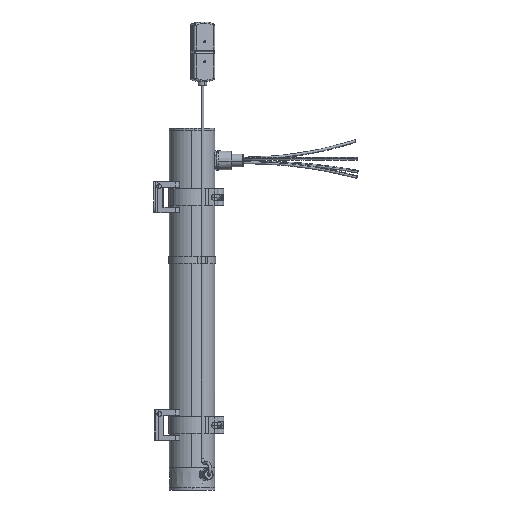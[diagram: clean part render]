
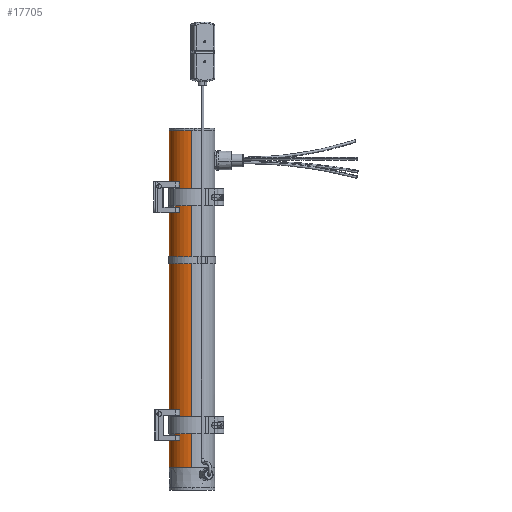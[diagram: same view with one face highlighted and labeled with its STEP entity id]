
A CAD part, left-side view. The second image highlights one B-rep face of the part: STEP entity #17705.
In plain terms, the highlighted cylindrical face has radius 25.4 mm (diameter 50.8 mm), a partial arc.
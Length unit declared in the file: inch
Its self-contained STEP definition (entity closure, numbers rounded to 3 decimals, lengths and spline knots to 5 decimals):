
#376 = ORIENTED_EDGE ( 'NONE', *, *, #22793, .T. ) ;
#674 = CARTESIAN_POINT ( 'NONE',  ( 0.99975, -0.02245, 17.42807 ) ) ;
#678 = ORIENTED_EDGE ( 'NONE', *, *, #23945, .F. ) ;
#1198 = CARTESIAN_POINT ( 'NONE',  ( 0.99975, -0.02245, 17.42807 ) ) ;
#2341 = AXIS2_PLACEMENT_3D ( 'NONE', #8274, #21620, #10183 ) ;
#2458 = DIRECTION ( 'NONE',  ( 1., -0.022, 0. ) ) ;
#2553 = DIRECTION ( 'NONE',  ( 0., 0., -1. ) ) ;
#3100 = CARTESIAN_POINT ( 'NONE',  ( -0.99975, 0.02245, 17.42807 ) ) ;
#3168 = CARTESIAN_POINT ( 'NONE',  ( -0.99975, 0.02245, 2.61807 ) ) ;
#4551 = FACE_OUTER_BOUND ( 'NONE', #20160, .T. ) ;
#5011 = EDGE_CURVE ( 'NONE', #5101, #20836, #5193, .T. ) ;
#5101 = VERTEX_POINT ( 'NONE', #3100 ) ;
#5193 = CIRCLE ( 'NONE', #2341, 1. ) ;
#5261 = DIRECTION ( 'NONE',  ( 0., 0., 1. ) ) ;
#5985 = CIRCLE ( 'NONE', #15758, 1. ) ;
#6476 = CARTESIAN_POINT ( 'NONE',  ( 0., 0., 17.42807 ) ) ;
#8274 = CARTESIAN_POINT ( 'NONE',  ( 0., 0., 17.42807 ) ) ;
#8828 = DIRECTION ( 'NONE',  ( 0., 0., -1. ) ) ;
#10183 = DIRECTION ( 'NONE',  ( 1., -0.022, 0. ) ) ;
#11183 = DIRECTION ( 'NONE',  ( 0., 0., -1. ) ) ;
#11637 = VERTEX_POINT ( 'NONE', #3168 ) ;
#12028 = ORIENTED_EDGE ( 'NONE', *, *, #14851, .T. ) ;
#14650 = VECTOR ( 'NONE', #11183, 39.37008 ) ;
#14851 = EDGE_CURVE ( 'NONE', #20836, #17197, #16021, .T. ) ;
#15758 = AXIS2_PLACEMENT_3D ( 'NONE', #16676, #5261, #18592 ) ;
#15873 = AXIS2_PLACEMENT_3D ( 'NONE', #6476, #2553, #2458 ) ;
#16021 = LINE ( 'NONE', #1198, #20523 ) ;
#16676 = CARTESIAN_POINT ( 'NONE',  ( 0., 0., 2.61807 ) ) ;
#17197 = VERTEX_POINT ( 'NONE', #21766 ) ;
#17705 = ADVANCED_FACE ( 'NONE', ( #4551 ), #18319, .T. ) ;
#18319 = CYLINDRICAL_SURFACE ( 'NONE', #15873, 1. ) ;
#18592 = DIRECTION ( 'NONE',  ( 1., -0.022, 0. ) ) ;
#20160 = EDGE_LOOP ( 'NONE', ( #678, #22036, #12028, #376 ) ) ;
#20523 = VECTOR ( 'NONE', #8828, 39.37008 ) ;
#20836 = VERTEX_POINT ( 'NONE', #674 ) ;
#21620 = DIRECTION ( 'NONE',  ( 0., 0., -1. ) ) ;
#21766 = CARTESIAN_POINT ( 'NONE',  ( 0.99975, -0.02245, 2.61807 ) ) ;
#22036 = ORIENTED_EDGE ( 'NONE', *, *, #5011, .T. ) ;
#22793 = EDGE_CURVE ( 'NONE', #17197, #11637, #5985, .T. ) ;
#23945 = EDGE_CURVE ( 'NONE', #5101, #11637, #24183, .T. ) ;
#24183 = LINE ( 'NONE', #24513, #14650 ) ;
#24513 = CARTESIAN_POINT ( 'NONE',  ( -0.99975, 0.02245, 17.42807 ) ) ;
